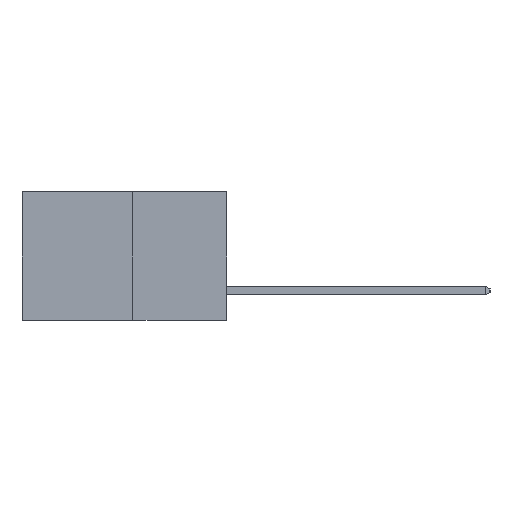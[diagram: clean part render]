
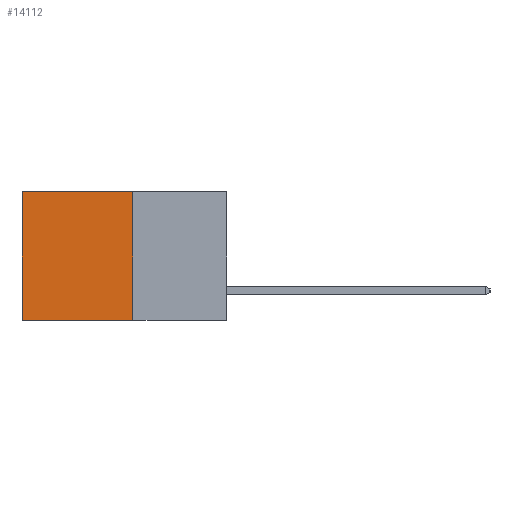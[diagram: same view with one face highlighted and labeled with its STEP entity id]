
A CAD part, left-side view. The second image highlights one B-rep face of the part: STEP entity #14112.
In plain terms, the highlighted planar face has unit normal (-1, 0, 0).
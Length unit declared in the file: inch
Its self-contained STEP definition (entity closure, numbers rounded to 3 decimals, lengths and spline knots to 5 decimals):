
#628 = DIRECTION ( 'NONE',  ( 0., 0., -1. ) ) ;
#1129 = DIRECTION ( 'NONE',  ( 1., 0., 0. ) ) ;
#2390 = EDGE_LOOP ( 'NONE', ( #16201, #18308, #13093, #20387 ) ) ;
#2961 = CARTESIAN_POINT ( 'NONE',  ( 0.277, 0.27, -0.37 ) ) ;
#3527 = EDGE_CURVE ( 'NONE', #25576, #21269, #13199, .T. ) ;
#5800 = FACE_OUTER_BOUND ( 'NONE', #2390, .T. ) ;
#7034 = VECTOR ( 'NONE', #24146, 39.37008 ) ;
#7132 = CARTESIAN_POINT ( 'NONE',  ( 0.277, 0.27, -0.37 ) ) ;
#7194 = DIRECTION ( 'NONE',  ( 0., 1., 0. ) ) ;
#7693 = DIRECTION ( 'NONE',  ( 0., 0., -1. ) ) ;
#7808 = PLANE ( 'NONE',  #10381 ) ;
#8646 = VERTEX_POINT ( 'NONE', #14038 ) ;
#10018 = CARTESIAN_POINT ( 'NONE',  ( 0.277, 0.27, -0.37 ) ) ;
#10381 = AXIS2_PLACEMENT_3D ( 'NONE', #10018, #1129, #16704 ) ;
#13066 = EDGE_CURVE ( 'NONE', #8646, #14782, #13628, .T. ) ;
#13093 = ORIENTED_EDGE ( 'NONE', *, *, #23049, .F. ) ;
#13199 = LINE ( 'NONE', #7132, #24897 ) ;
#13628 = LINE ( 'NONE', #26241, #7034 ) ;
#14038 = CARTESIAN_POINT ( 'NONE',  ( 0.277, 0.27, 0. ) ) ;
#14112 = ADVANCED_FACE ( 'NONE', ( #5800 ), #7808, .F. ) ;
#14721 = EDGE_CURVE ( 'NONE', #14782, #21269, #17918, .T. ) ;
#14782 = VERTEX_POINT ( 'NONE', #16703 ) ;
#16201 = ORIENTED_EDGE ( 'NONE', *, *, #14721, .T. ) ;
#16703 = CARTESIAN_POINT ( 'NONE',  ( 0.277, 0.59, 0. ) ) ;
#16704 = DIRECTION ( 'NONE',  ( 0., 0., -1. ) ) ;
#17044 = LINE ( 'NONE', #2961, #22204 ) ;
#17918 = LINE ( 'NONE', #18761, #23058 ) ;
#18308 = ORIENTED_EDGE ( 'NONE', *, *, #3527, .F. ) ;
#18761 = CARTESIAN_POINT ( 'NONE',  ( 0.277, 0.59, -0.37 ) ) ;
#20387 = ORIENTED_EDGE ( 'NONE', *, *, #13066, .T. ) ;
#21269 = VERTEX_POINT ( 'NONE', #23296 ) ;
#22204 = VECTOR ( 'NONE', #628, 39.37008 ) ;
#23049 = EDGE_CURVE ( 'NONE', #8646, #25576, #17044, .T. ) ;
#23058 = VECTOR ( 'NONE', #7693, 39.37008 ) ;
#23296 = CARTESIAN_POINT ( 'NONE',  ( 0.277, 0.59, -0.37 ) ) ;
#24146 = DIRECTION ( 'NONE',  ( 0., 1., 0. ) ) ;
#24897 = VECTOR ( 'NONE', #7194, 39.37008 ) ;
#25459 = CARTESIAN_POINT ( 'NONE',  ( 0.277, 0.27, -0.37 ) ) ;
#25576 = VERTEX_POINT ( 'NONE', #25459 ) ;
#26241 = CARTESIAN_POINT ( 'NONE',  ( 0.277, 0.27, 0. ) ) ;
